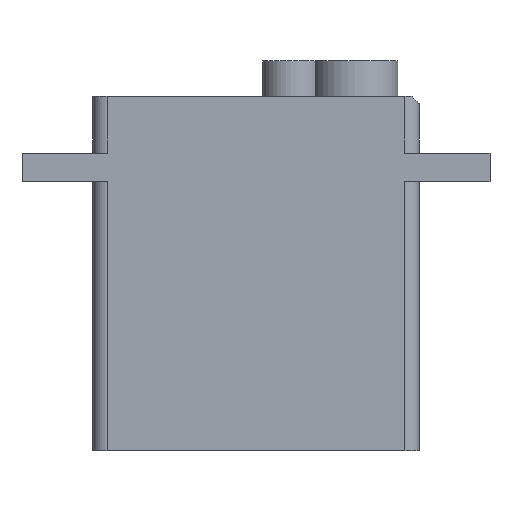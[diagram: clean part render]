
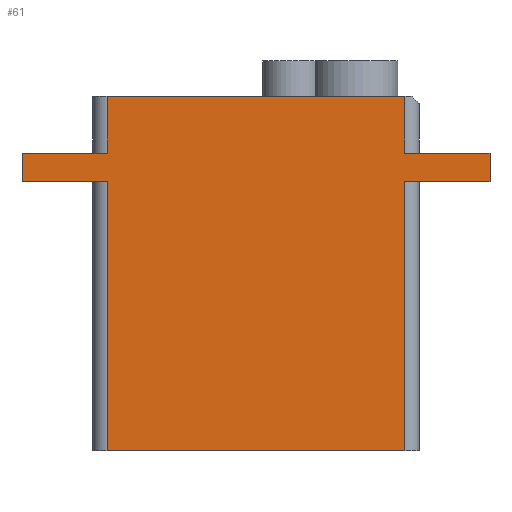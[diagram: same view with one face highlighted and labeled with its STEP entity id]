
A CAD part, front view. The second image highlights one B-rep face of the part: STEP entity #61.
In plain terms, the highlighted planar face has unit normal (0, -1, 0).
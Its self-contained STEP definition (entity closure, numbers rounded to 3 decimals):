
#61=ADVANCED_FACE('',(#139),#141,.T.);
#139=FACE_BOUND('',#140,.T.);
#140=EDGE_LOOP('',(#338,#339,#340,#341,#342,#343,#344,#345,#346,#347,#348,#349));
#141=PLANE('',#142);
#142=AXIS2_PLACEMENT_3D('',#143,#144,#145);
#143=CARTESIAN_POINT('',(-11.5,-5.,-12.5));
#144=DIRECTION('',(0.,-1.,0.));
#145=DIRECTION('',(1.,0.,0.));
#338=ORIENTED_EDGE('',*,*,#471,.T.);
#339=ORIENTED_EDGE('',*,*,#472,.T.);
#340=ORIENTED_EDGE('',*,*,#473,.F.);
#341=ORIENTED_EDGE('',*,*,#474,.F.);
#342=ORIENTED_EDGE('',*,*,#475,.T.);
#343=ORIENTED_EDGE('',*,*,#442,.F.);
#344=ORIENTED_EDGE('',*,*,#470,.F.);
#345=ORIENTED_EDGE('',*,*,#476,.T.);
#346=ORIENTED_EDGE('',*,*,#477,.T.);
#347=ORIENTED_EDGE('',*,*,#478,.F.);
#348=ORIENTED_EDGE('',*,*,#479,.F.);
#349=ORIENTED_EDGE('',*,*,#480,.T.);
#442=EDGE_CURVE('',#519,#521,#522,.T.);
#470=EDGE_CURVE('',#568,#519,#570,.T.);
#471=EDGE_CURVE('',#571,#572,#573,.T.);
#472=EDGE_CURVE('',#572,#574,#575,.T.);
#473=EDGE_CURVE('',#576,#574,#577,.T.);
#474=EDGE_CURVE('',#578,#576,#579,.T.);
#475=EDGE_CURVE('',#578,#521,#580,.T.);
#476=EDGE_CURVE('',#568,#581,#582,.T.);
#477=EDGE_CURVE('',#581,#583,#584,.T.);
#478=EDGE_CURVE('',#585,#583,#586,.T.);
#479=EDGE_CURVE('',#587,#585,#588,.T.);
#480=EDGE_CURVE('',#587,#571,#589,.T.);
#519=VERTEX_POINT('',#652);
#521=VERTEX_POINT('',#657);
#522=LINE('',#658,#659);
#568=VERTEX_POINT('',#766);
#570=LINE('',#771,#772);
#571=VERTEX_POINT('',#774);
#572=VERTEX_POINT('',#775);
#573=LINE('',#776,#777);
#574=VERTEX_POINT('',#779);
#575=LINE('',#780,#781);
#576=VERTEX_POINT('',#783);
#577=LINE('',#784,#785);
#578=VERTEX_POINT('',#787);
#579=LINE('',#788,#789);
#580=LINE('',#791,#792);
#581=VERTEX_POINT('',#794);
#582=LINE('',#795,#796);
#583=VERTEX_POINT('',#798);
#584=LINE('',#799,#800);
#585=VERTEX_POINT('',#802);
#586=LINE('',#803,#804);
#587=VERTEX_POINT('',#806);
#588=LINE('',#807,#808);
#589=LINE('',#810,#811);
#652=CARTESIAN_POINT('',(-10.5,-5.,12.5));
#657=CARTESIAN_POINT('',(10.5,-5.,12.5));
#658=CARTESIAN_POINT('',(-10.5,-5.,12.5));
#659=VECTOR('',#660,1.);
#660=DIRECTION('',(1.,0.,0.));
#766=CARTESIAN_POINT('',(-10.5,-5.,8.5));
#771=CARTESIAN_POINT('',(-10.5,-5.,8.5));
#772=VECTOR('',#773,1.);
#773=DIRECTION('',(0.,0.,1.));
#774=CARTESIAN_POINT('',(10.5,-5.,-12.5));
#775=CARTESIAN_POINT('',(10.5,-5.,6.5));
#776=CARTESIAN_POINT('',(10.5,-5.,-12.5));
#777=VECTOR('',#778,1.);
#778=DIRECTION('',(0.,0.,1.));
#779=CARTESIAN_POINT('',(16.5,-5.,6.5));
#780=CARTESIAN_POINT('',(10.5,-5.,6.5));
#781=VECTOR('',#782,1.);
#782=DIRECTION('',(1.,0.,0.));
#783=CARTESIAN_POINT('',(16.5,-5.,8.5));
#784=CARTESIAN_POINT('',(16.5,-5.,8.5));
#785=VECTOR('',#786,1.);
#786=DIRECTION('',(0.,0.,-1.));
#787=CARTESIAN_POINT('',(10.5,-5.,8.5));
#788=CARTESIAN_POINT('',(10.5,-5.,8.5));
#789=VECTOR('',#790,1.);
#790=DIRECTION('',(1.,0.,0.));
#791=CARTESIAN_POINT('',(10.5,-5.,8.5));
#792=VECTOR('',#793,1.);
#793=DIRECTION('',(0.,0.,1.));
#794=CARTESIAN_POINT('',(-16.5,-5.,8.5));
#795=CARTESIAN_POINT('',(-10.5,-5.,8.5));
#796=VECTOR('',#797,1.);
#797=DIRECTION('',(-1.,0.,0.));
#798=CARTESIAN_POINT('',(-16.5,-5.,6.5));
#799=CARTESIAN_POINT('',(-16.5,-5.,8.5));
#800=VECTOR('',#801,1.);
#801=DIRECTION('',(0.,0.,-1.));
#802=CARTESIAN_POINT('',(-10.5,-5.,6.5));
#803=CARTESIAN_POINT('',(-10.5,-5.,6.5));
#804=VECTOR('',#805,1.);
#805=DIRECTION('',(-1.,0.,0.));
#806=CARTESIAN_POINT('',(-10.5,-5.,-12.5));
#807=CARTESIAN_POINT('',(-10.5,-5.,-12.5));
#808=VECTOR('',#809,1.);
#809=DIRECTION('',(0.,0.,1.));
#810=CARTESIAN_POINT('',(-10.5,-5.,-12.5));
#811=VECTOR('',#812,1.);
#812=DIRECTION('',(1.,0.,0.));
